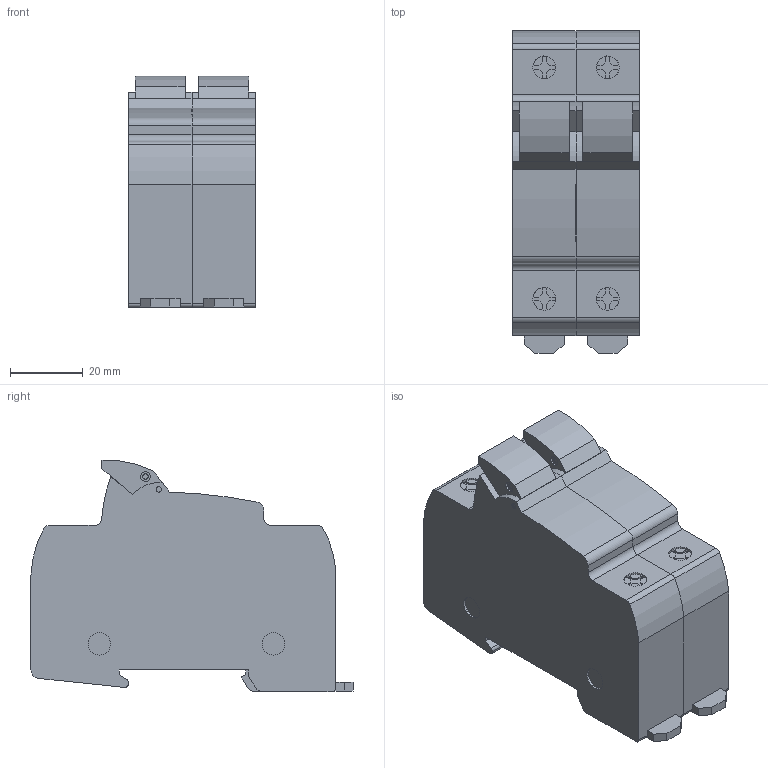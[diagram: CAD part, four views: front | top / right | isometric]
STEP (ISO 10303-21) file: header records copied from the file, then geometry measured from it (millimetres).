
FILE_DESCRIPTION((''),'2;1');
FILE_NAME('3d_FB01D2PL.stp','2014-06-05T08:06:23',(''),(''),'Mechanical Desktop 2011','Mechanical Desktop 2011',', , ');
FILE_SCHEMA(('CONFIG_CONTROL_DESIGN'));
Length unit declared in the file: millimetre
Products named in the file (1): Product
Bounding box: 35 x 88.8 x 63.71 mm (x, y, z)
Volume: 140546.9 mm3; surface area: 27982.2 mm2
Topology: 8 solids, 8 shells, 252 faces, 756 edges, 640 vertices
Faces by surface type: plane 164, cylinder 88
Entity records: 8468 total; most frequent: CARTESIAN_POINT 1545, DIRECTION 1494, ORIENTED_EDGE 1304, EDGE_CURVE 652, VECTOR 524, LINE 524, AXIS2_PLACEMENT_3D 485, VERTEX_POINT 440
